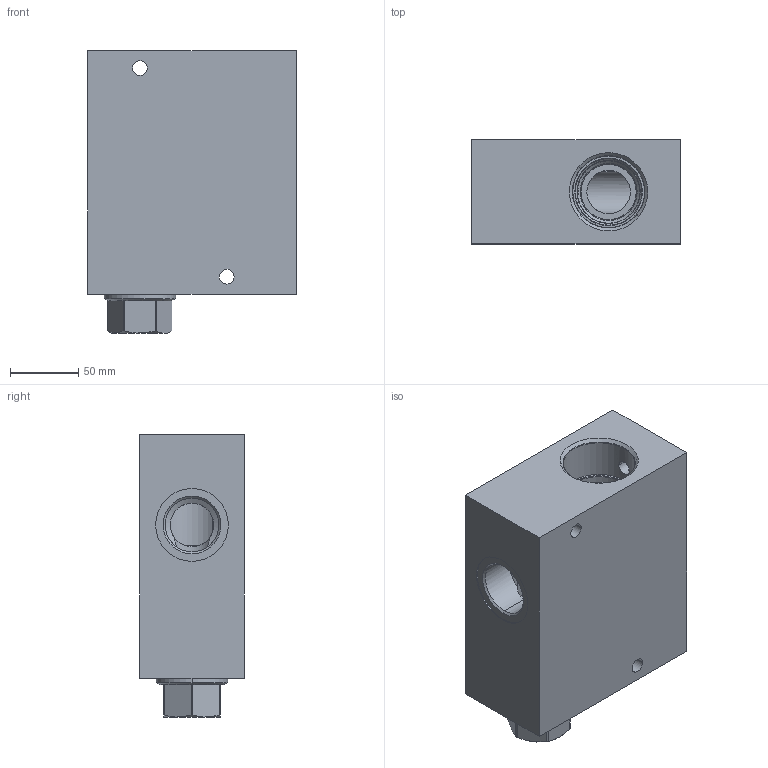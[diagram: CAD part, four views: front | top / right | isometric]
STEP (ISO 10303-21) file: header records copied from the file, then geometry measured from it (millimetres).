
FILE_DESCRIPTION((''),'2;1');
FILE_NAME('K6Y_ASM','2020-01-29T',('ProEService'),(''),'PRO/ENGINEER BY PARAMETRIC TECHNOLOGY CORPORATION, 2014200','PRO/ENGINEER BY PARAMETRIC TECHNOLOGY CORPORATION, 2014200','');
FILE_SCHEMA(('CONFIG_CONTROL_DESIGN'));
Length unit declared in the file: inch
Products named in the file (3): 151-923-009; CXJAXCN; K6Y_ASM
Assembly tree (2 placements, depth 2):
  K6Y_ASM
    151-923-009
    CXJAXCN
Bounding box: 152.4 x 76.2 x 206.38 mm (x, y, z)
Volume: 1700797.4 mm3; surface area: 174741.3 mm2
Topology: 4 solids, 4 shells, 205 faces, 689 edges, 590 vertices
Faces by surface type: cylinder 87, cone 49, plane 39, torus 22, revolution 8
Entity records: 8365 total; most frequent: CARTESIAN_POINT 2395, DIRECTION 1303, ORIENTED_EDGE 928, EDGE_CURVE 464, AXIS2_PLACEMENT_3D 457, VECTOR 381, LINE 381, VERTEX_POINT 278
